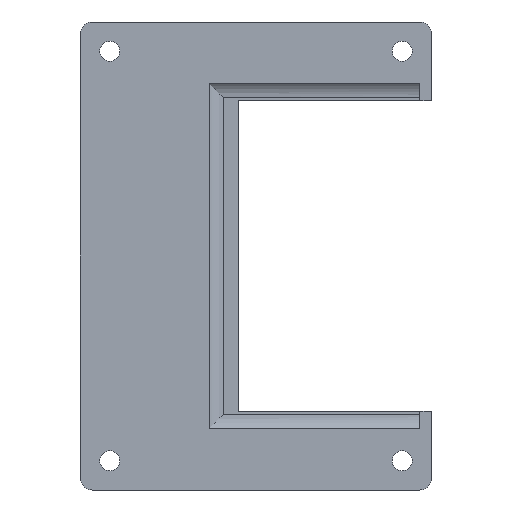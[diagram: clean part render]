
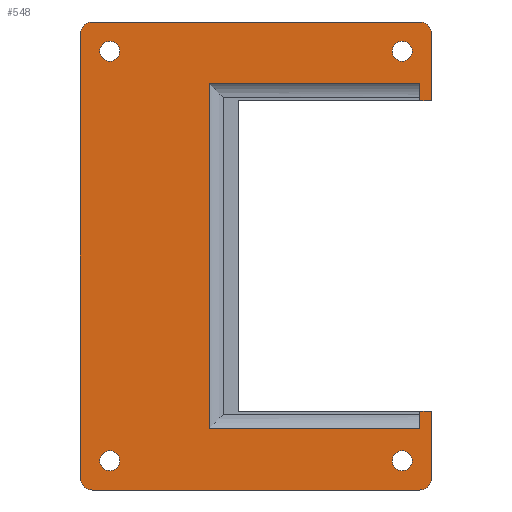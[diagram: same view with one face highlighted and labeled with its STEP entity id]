
A CAD part, front view. The second image highlights one B-rep face of the part: STEP entity #548.
In plain terms, the highlighted planar face has unit normal (0, -1, 0).
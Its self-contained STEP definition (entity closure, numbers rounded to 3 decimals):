
#15=FACE_BOUND('',#94,.T.);
#16=FACE_BOUND('',#95,.T.);
#17=FACE_BOUND('',#96,.T.);
#18=FACE_BOUND('',#97,.T.);
#27=CIRCLE('',#604,2.);
#28=CIRCLE('',#605,2.);
#29=CIRCLE('',#606,2.);
#30=CIRCLE('',#607,2.);
#31=CIRCLE('',#608,1.7);
#32=CIRCLE('',#609,1.7);
#33=CIRCLE('',#610,1.7);
#34=CIRCLE('',#611,1.7);
#65=FACE_OUTER_BOUND('',#93,.T.);
#93=EDGE_LOOP('',(#418,#419,#420,#421,#422,#423,#424,#425,#426,#427,#428,
#429,#430,#431,#432,#433));
#94=EDGE_LOOP('',(#434));
#95=EDGE_LOOP('',(#435));
#96=EDGE_LOOP('',(#436));
#97=EDGE_LOOP('',(#437));
#130=LINE('',#820,#188);
#138=LINE('',#840,#196);
#139=LINE('',#843,#197);
#141=LINE('',#851,#199);
#143=LINE('',#855,#201);
#148=LINE('',#864,#206);
#152=LINE('',#873,#210);
#153=LINE('',#875,#211);
#154=LINE('',#879,#212);
#155=LINE('',#883,#213);
#156=LINE('',#887,#214);
#157=LINE('',#889,#215);
#188=VECTOR('',#658,10.);
#196=VECTOR('',#674,10.);
#197=VECTOR('',#677,10.);
#199=VECTOR('',#685,10.);
#201=VECTOR('',#689,10.);
#206=VECTOR('',#696,10.);
#210=VECTOR('',#704,10.);
#211=VECTOR('',#705,10.);
#212=VECTOR('',#708,10.);
#213=VECTOR('',#711,10.);
#214=VECTOR('',#714,10.);
#215=VECTOR('',#717,10.);
#243=VERTEX_POINT('',#817);
#244=VERTEX_POINT('',#819);
#250=VERTEX_POINT('',#834);
#252=VERTEX_POINT('',#838);
#253=VERTEX_POINT('',#842);
#255=VERTEX_POINT('',#848);
#257=VERTEX_POINT('',#854);
#260=VERTEX_POINT('',#862);
#263=VERTEX_POINT('',#872);
#264=VERTEX_POINT('',#874);
#265=VERTEX_POINT('',#876);
#266=VERTEX_POINT('',#878);
#267=VERTEX_POINT('',#880);
#268=VERTEX_POINT('',#882);
#269=VERTEX_POINT('',#884);
#270=VERTEX_POINT('',#886);
#271=VERTEX_POINT('',#890);
#272=VERTEX_POINT('',#892);
#273=VERTEX_POINT('',#894);
#274=VERTEX_POINT('',#896);
#298=EDGE_CURVE('',#243,#244,#130,.T.);
#308=EDGE_CURVE('',#250,#252,#138,.T.);
#309=EDGE_CURVE('',#252,#253,#139,.T.);
#313=EDGE_CURVE('',#253,#255,#141,.T.);
#315=EDGE_CURVE('',#257,#250,#143,.T.);
#320=EDGE_CURVE('',#255,#260,#148,.T.);
#324=EDGE_CURVE('',#260,#263,#152,.T.);
#325=EDGE_CURVE('',#264,#263,#153,.T.);
#326=EDGE_CURVE('',#265,#264,#27,.T.);
#327=EDGE_CURVE('',#266,#265,#154,.T.);
#328=EDGE_CURVE('',#267,#266,#28,.T.);
#329=EDGE_CURVE('',#268,#267,#155,.T.);
#330=EDGE_CURVE('',#269,#268,#29,.T.);
#331=EDGE_CURVE('',#270,#269,#156,.T.);
#332=EDGE_CURVE('',#244,#270,#30,.T.);
#333=EDGE_CURVE('',#243,#257,#157,.T.);
#334=EDGE_CURVE('',#271,#271,#31,.T.);
#335=EDGE_CURVE('',#272,#272,#32,.T.);
#336=EDGE_CURVE('',#273,#273,#33,.T.);
#337=EDGE_CURVE('',#274,#274,#34,.T.);
#418=ORIENTED_EDGE('',*,*,#315,.T.);
#419=ORIENTED_EDGE('',*,*,#308,.T.);
#420=ORIENTED_EDGE('',*,*,#309,.T.);
#421=ORIENTED_EDGE('',*,*,#313,.T.);
#422=ORIENTED_EDGE('',*,*,#320,.T.);
#423=ORIENTED_EDGE('',*,*,#324,.T.);
#424=ORIENTED_EDGE('',*,*,#325,.F.);
#425=ORIENTED_EDGE('',*,*,#326,.F.);
#426=ORIENTED_EDGE('',*,*,#327,.F.);
#427=ORIENTED_EDGE('',*,*,#328,.F.);
#428=ORIENTED_EDGE('',*,*,#329,.F.);
#429=ORIENTED_EDGE('',*,*,#330,.F.);
#430=ORIENTED_EDGE('',*,*,#331,.F.);
#431=ORIENTED_EDGE('',*,*,#332,.F.);
#432=ORIENTED_EDGE('',*,*,#298,.F.);
#433=ORIENTED_EDGE('',*,*,#333,.T.);
#434=ORIENTED_EDGE('',*,*,#334,.T.);
#435=ORIENTED_EDGE('',*,*,#335,.T.);
#436=ORIENTED_EDGE('',*,*,#336,.T.);
#437=ORIENTED_EDGE('',*,*,#337,.T.);
#528=PLANE('',#603);
#548=ADVANCED_FACE('',(#65,#15,#16,#17,#18),#528,.F.);
#603=AXIS2_PLACEMENT_3D('',#871,#702,#703);
#604=AXIS2_PLACEMENT_3D('',#877,#706,#707);
#605=AXIS2_PLACEMENT_3D('',#881,#709,#710);
#606=AXIS2_PLACEMENT_3D('',#885,#712,#713);
#607=AXIS2_PLACEMENT_3D('',#888,#715,#716);
#608=AXIS2_PLACEMENT_3D('',#891,#718,#719);
#609=AXIS2_PLACEMENT_3D('',#893,#720,#721);
#610=AXIS2_PLACEMENT_3D('',#895,#722,#723);
#611=AXIS2_PLACEMENT_3D('',#897,#724,#725);
#658=DIRECTION('',(0.,0.,-1.));
#674=DIRECTION('',(-1.,0.,0.));
#677=DIRECTION('',(0.,0.,1.));
#685=DIRECTION('',(1.,0.,0.));
#689=DIRECTION('',(0.,0.,-1.));
#696=DIRECTION('',(0.,0.,-1.));
#702=DIRECTION('center_axis',(0.,1.,0.));
#703=DIRECTION('ref_axis',(0.,0.,1.));
#704=DIRECTION('',(1.,0.,0.));
#705=DIRECTION('',(0.,0.,-1.));
#706=DIRECTION('center_axis',(0.,1.,0.));
#707=DIRECTION('ref_axis',(0.707,0.,0.707));
#708=DIRECTION('',(1.,0.,0.));
#709=DIRECTION('center_axis',(0.,1.,0.));
#710=DIRECTION('ref_axis',(-0.707,0.,0.707));
#711=DIRECTION('',(0.,0.,1.));
#712=DIRECTION('center_axis',(0.,1.,0.));
#713=DIRECTION('ref_axis',(-0.707,0.,-0.707));
#714=DIRECTION('',(-1.,0.,0.));
#715=DIRECTION('center_axis',(0.,1.,0.));
#716=DIRECTION('ref_axis',(0.707,0.,-0.707));
#717=DIRECTION('',(-1.,0.,0.));
#718=DIRECTION('center_axis',(0.,1.,0.));
#719=DIRECTION('ref_axis',(1.,0.,0.));
#720=DIRECTION('center_axis',(0.,1.,0.));
#721=DIRECTION('ref_axis',(1.,0.,0.));
#722=DIRECTION('center_axis',(0.,1.,0.));
#723=DIRECTION('ref_axis',(1.,0.,0.));
#724=DIRECTION('center_axis',(0.,1.,0.));
#725=DIRECTION('ref_axis',(1.,0.,0.));
#817=CARTESIAN_POINT('',(30.,0.,-26.5));
#819=CARTESIAN_POINT('',(30.,0.,-38.));
#820=CARTESIAN_POINT('',(30.,0.,40.));
#834=CARTESIAN_POINT('',(28.,0.,-29.5));
#838=CARTESIAN_POINT('',(-8.,0.,-29.5));
#840=CARTESIAN_POINT('',(14.,0.,-29.5));
#842=CARTESIAN_POINT('',(-8.,0.,29.5));
#843=CARTESIAN_POINT('',(-8.,0.,-14.75));
#848=CARTESIAN_POINT('',(28.,0.,29.5));
#851=CARTESIAN_POINT('',(-4.,0.,29.5));
#854=CARTESIAN_POINT('',(28.,0.,-26.5));
#855=CARTESIAN_POINT('',(28.,0.,-13.25));
#862=CARTESIAN_POINT('',(28.,0.,26.5));
#864=CARTESIAN_POINT('',(28.,0.,14.75));
#871=CARTESIAN_POINT('Origin',(0.,0.,0.));
#872=CARTESIAN_POINT('',(30.,0.,26.5));
#873=CARTESIAN_POINT('',(15.,0.,26.5));
#874=CARTESIAN_POINT('',(30.,0.,38.));
#875=CARTESIAN_POINT('',(30.,0.,40.));
#876=CARTESIAN_POINT('',(28.,0.,40.));
#877=CARTESIAN_POINT('Origin',(28.,0.,38.));
#878=CARTESIAN_POINT('',(-28.,0.,40.));
#879=CARTESIAN_POINT('',(-30.,0.,40.));
#880=CARTESIAN_POINT('',(-30.,0.,38.));
#881=CARTESIAN_POINT('Origin',(-28.,0.,38.));
#882=CARTESIAN_POINT('',(-30.,0.,-38.));
#883=CARTESIAN_POINT('',(-30.,0.,-40.));
#884=CARTESIAN_POINT('',(-28.,0.,-40.));
#885=CARTESIAN_POINT('Origin',(-28.,0.,-38.));
#886=CARTESIAN_POINT('',(28.,0.,-40.));
#887=CARTESIAN_POINT('',(30.,0.,-40.));
#888=CARTESIAN_POINT('Origin',(28.,0.,-38.));
#889=CARTESIAN_POINT('',(-1.5,0.,-26.5));
#890=CARTESIAN_POINT('',(23.3,0.,-35.));
#891=CARTESIAN_POINT('Origin',(25.,0.,-35.));
#892=CARTESIAN_POINT('',(23.3,0.,35.));
#893=CARTESIAN_POINT('Origin',(25.,0.,35.));
#894=CARTESIAN_POINT('',(-26.7,0.,-35.));
#895=CARTESIAN_POINT('Origin',(-25.,0.,-35.));
#896=CARTESIAN_POINT('',(-26.7,0.,35.));
#897=CARTESIAN_POINT('Origin',(-25.,0.,35.));
